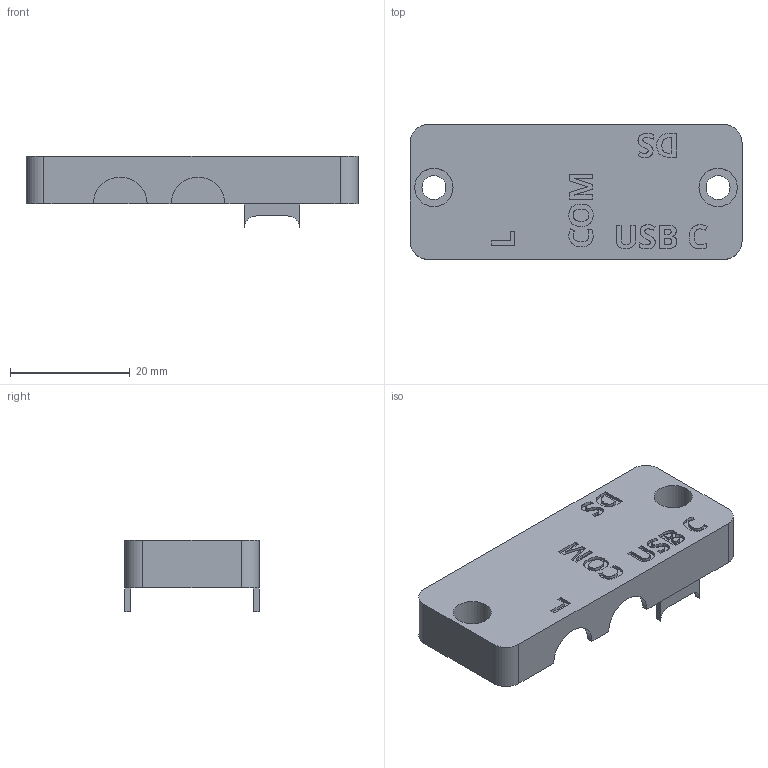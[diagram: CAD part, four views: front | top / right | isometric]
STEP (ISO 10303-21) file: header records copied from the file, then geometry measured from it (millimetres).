
FILE_DESCRIPTION(('FreeCAD Model'),'2;1');
FILE_NAME('Open CASCADE Shape Model','2024-04-20T18:09:33',('Author'),( ''),'Open CASCADE STEP processor 7.7','FreeCAD','Unknown');
FILE_SCHEMA(('AUTOMOTIVE_DESIGN { 1 0 10303 214 1 1 1 1 }'));
Length unit declared in the file: millimetre
Products named in the file (1): Cut005(lid)
Bounding box: 55.5 x 22.5 x 12 mm (x, y, z)
Volume: 3889.8 mm3; surface area: 4843 mm2
Topology: 1 solids, 1 shells, 231 faces, 631 edges, 418 vertices
Faces by surface type: extrusion 125, plane 92, cylinder 14
Full cylindrical faces by diameter (mm): 4 x2, 6.4 x2
Entity records: 8759 total; most frequent: CARTESIAN_POINT 2031, ORIENTED_EDGE 1262, DIRECTION 748, EDGE_CURVE 631, VECTOR 478, VERTEX_POINT 418, B_SPLINE_CURVE_WITH_KNOTS 375, LINE 353
